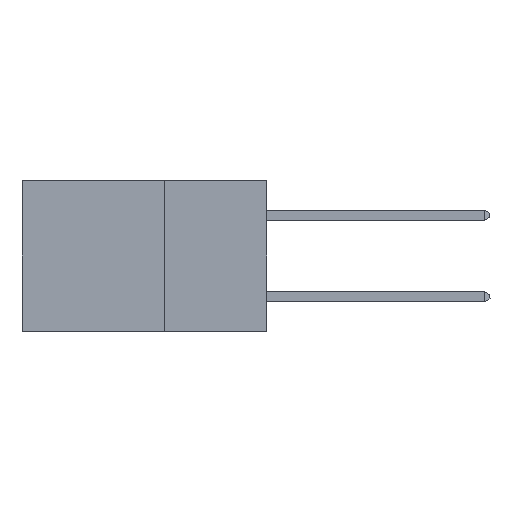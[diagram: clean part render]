
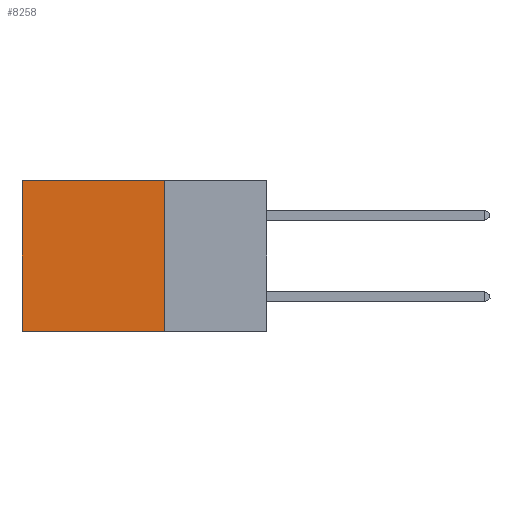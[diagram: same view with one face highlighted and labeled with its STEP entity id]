
A CAD part, left-side view. The second image highlights one B-rep face of the part: STEP entity #8258.
In plain terms, the highlighted planar face has unit normal (-1, 0, 0).
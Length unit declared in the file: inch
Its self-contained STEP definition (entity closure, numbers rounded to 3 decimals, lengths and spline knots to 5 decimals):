
#411 = DIRECTION ( 'NONE',  ( 0., 1., 0. ) ) ;
#1217 = VERTEX_POINT ( 'NONE', #15524 ) ;
#1643 = DIRECTION ( 'NONE',  ( 0., 0., -1. ) ) ;
#3209 = ORIENTED_EDGE ( 'NONE', *, *, #3658, .F. ) ;
#3571 = VERTEX_POINT ( 'NONE', #16231 ) ;
#3658 = EDGE_CURVE ( 'NONE', #1217, #3571, #19426, .T. ) ;
#3980 = LINE ( 'NONE', #14969, #21871 ) ;
#4063 = VECTOR ( 'NONE', #15126, 39.37008 ) ;
#4797 = EDGE_LOOP ( 'NONE', ( #5388, #8975, #3209, #15882 ) ) ;
#5354 = PLANE ( 'NONE',  #7959 ) ;
#5388 = ORIENTED_EDGE ( 'NONE', *, *, #21494, .T. ) ;
#6713 = DIRECTION ( 'NONE',  ( 0., 1., 0. ) ) ;
#6783 = VERTEX_POINT ( 'NONE', #19349 ) ;
#7547 = DIRECTION ( 'NONE',  ( 0., 0., -1. ) ) ;
#7959 = AXIS2_PLACEMENT_3D ( 'NONE', #9000, #10840, #1643 ) ;
#8258 = ADVANCED_FACE ( 'NONE', ( #22068 ), #5354, .F. ) ;
#8975 = ORIENTED_EDGE ( 'NONE', *, *, #15893, .F. ) ;
#9000 = CARTESIAN_POINT ( 'NONE',  ( 0.2875, 0.25, 0. ) ) ;
#9144 = VERTEX_POINT ( 'NONE', #19290 ) ;
#9877 = VECTOR ( 'NONE', #7547, 39.37008 ) ;
#10840 = DIRECTION ( 'NONE',  ( 1., 0., 0. ) ) ;
#11377 = CARTESIAN_POINT ( 'NONE',  ( 0.2875, 0.6, 0. ) ) ;
#11406 = CARTESIAN_POINT ( 'NONE',  ( 0.2875, 0.25, 0. ) ) ;
#12257 = EDGE_CURVE ( 'NONE', #1217, #6783, #12528, .T. ) ;
#12528 = LINE ( 'NONE', #17796, #23195 ) ;
#14969 = CARTESIAN_POINT ( 'NONE',  ( 0.2875, 0.25, -0.37 ) ) ;
#15126 = DIRECTION ( 'NONE',  ( 0., 0., -1. ) ) ;
#15524 = CARTESIAN_POINT ( 'NONE',  ( 0.2875, 0.25, 0. ) ) ;
#15882 = ORIENTED_EDGE ( 'NONE', *, *, #12257, .T. ) ;
#15893 = EDGE_CURVE ( 'NONE', #3571, #9144, #3980, .T. ) ;
#16231 = CARTESIAN_POINT ( 'NONE',  ( 0.2875, 0.25, -0.37 ) ) ;
#17796 = CARTESIAN_POINT ( 'NONE',  ( 0.2875, 0.25, 0. ) ) ;
#17957 = LINE ( 'NONE', #11377, #4063 ) ;
#19290 = CARTESIAN_POINT ( 'NONE',  ( 0.2875, 0.6, -0.37 ) ) ;
#19349 = CARTESIAN_POINT ( 'NONE',  ( 0.2875, 0.6, 0. ) ) ;
#19426 = LINE ( 'NONE', #11406, #9877 ) ;
#21494 = EDGE_CURVE ( 'NONE', #6783, #9144, #17957, .T. ) ;
#21871 = VECTOR ( 'NONE', #411, 39.37008 ) ;
#22068 = FACE_OUTER_BOUND ( 'NONE', #4797, .T. ) ;
#23195 = VECTOR ( 'NONE', #6713, 39.37008 ) ;
